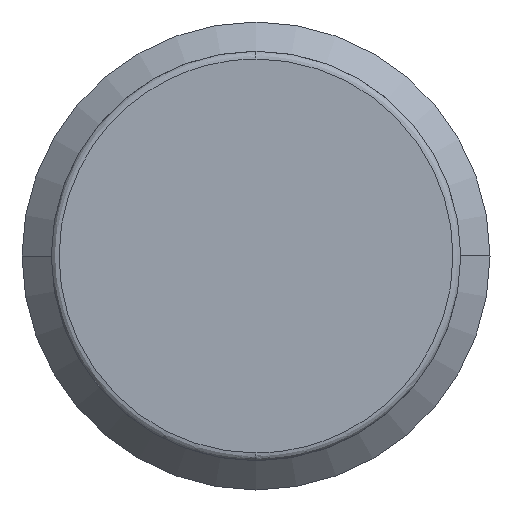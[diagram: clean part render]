
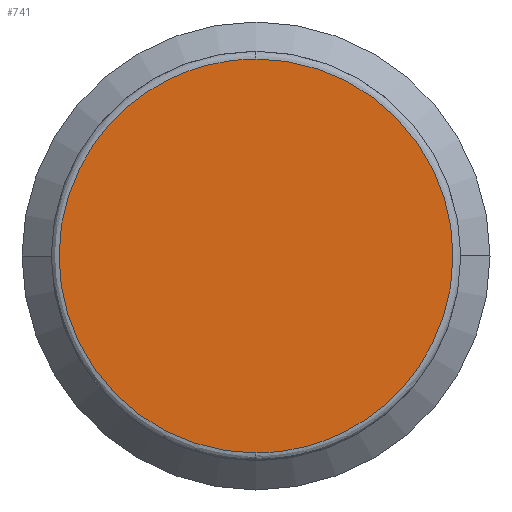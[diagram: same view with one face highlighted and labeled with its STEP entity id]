
A CAD part, left-side view. The second image highlights one B-rep face of the part: STEP entity #741.
In plain terms, the highlighted planar face has unit normal (-1, 0, 0).
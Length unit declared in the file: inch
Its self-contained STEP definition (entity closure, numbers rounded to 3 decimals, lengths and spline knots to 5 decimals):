
#58 = ORIENTED_EDGE ( 'NONE', *, *, #2127, .F. ) ;
#137 = CARTESIAN_POINT ( 'NONE',  ( -0.01969, 0., -0.19882 ) ) ;
#498 = FACE_OUTER_BOUND ( 'NONE', #1235, .T. ) ;
#522 = CARTESIAN_POINT ( 'NONE',  ( -0.01969, -0.39764, 0.19882 ) ) ;
#631 = CARTESIAN_POINT ( 'NONE',  ( -0.01969, 0., 0.19882 ) ) ;
#741 = ADVANCED_FACE ( 'NONE', ( #498 ), #1414, .F. ) ;
#784 = CARTESIAN_POINT ( 'NONE',  ( -0.01969, 0.39764, 0.19882 ) ) ;
#827 = CARTESIAN_POINT ( 'NONE',  ( -0.01969, 0., -0.19882 ) ) ;
#855 = CARTESIAN_POINT ( 'NONE',  ( -0.01969, 0., 0.19882 ) ) ;
#936 = CARTESIAN_POINT ( 'NONE',  ( -0.01969, 0., 0. ) ) ;
#1112 = EDGE_CURVE ( 'NONE', #1354, #1130, #1558, .T. ) ;
#1130 = VERTEX_POINT ( 'NONE', #1780 ) ;
#1216 =( BOUNDED_CURVE ( )  B_SPLINE_CURVE ( 3, ( #855, #522, #1672, #827 ),
 .UNSPECIFIED., .F., .F. ) 
 B_SPLINE_CURVE_WITH_KNOTS ( ( 4, 4 ),
 ( 0.5, 1. ),
 .UNSPECIFIED. ) 
 CURVE ( )  GEOMETRIC_REPRESENTATION_ITEM ( )  RATIONAL_B_SPLINE_CURVE ( ( 1., 0.333, 0.333, 1. ) ) 
 REPRESENTATION_ITEM ( '' )  );
#1235 = EDGE_LOOP ( 'NONE', ( #1380, #58 ) ) ;
#1354 = VERTEX_POINT ( 'NONE', #1538 ) ;
#1380 = ORIENTED_EDGE ( 'NONE', *, *, #1112, .F. ) ;
#1414 = PLANE ( 'NONE',  #2084 ) ;
#1538 = CARTESIAN_POINT ( 'NONE',  ( -0.01969, 0., -0.19882 ) ) ;
#1558 =( BOUNDED_CURVE ( )  B_SPLINE_CURVE ( 3, ( #137, #1776, #784, #631 ),
 .UNSPECIFIED., .F., .F. ) 
 B_SPLINE_CURVE_WITH_KNOTS ( ( 4, 4 ),
 ( 0., 0.5 ),
 .UNSPECIFIED. ) 
 CURVE ( )  GEOMETRIC_REPRESENTATION_ITEM ( )  RATIONAL_B_SPLINE_CURVE ( ( 1., 0.333, 0.333, 1. ) ) 
 REPRESENTATION_ITEM ( '' )  );
#1672 = CARTESIAN_POINT ( 'NONE',  ( -0.01969, -0.39764, -0.19882 ) ) ;
#1776 = CARTESIAN_POINT ( 'NONE',  ( -0.01969, 0.39764, -0.19882 ) ) ;
#1780 = CARTESIAN_POINT ( 'NONE',  ( -0.01969, 0., 0.19882 ) ) ;
#1924 = DIRECTION ( 'NONE',  ( 1., 0., 0. ) ) ;
#2084 = AXIS2_PLACEMENT_3D ( 'NONE', #936, #1924, #2088 ) ;
#2088 = DIRECTION ( 'NONE',  ( 0., 0., -1. ) ) ;
#2127 = EDGE_CURVE ( 'NONE', #1130, #1354, #1216, .T. ) ;
